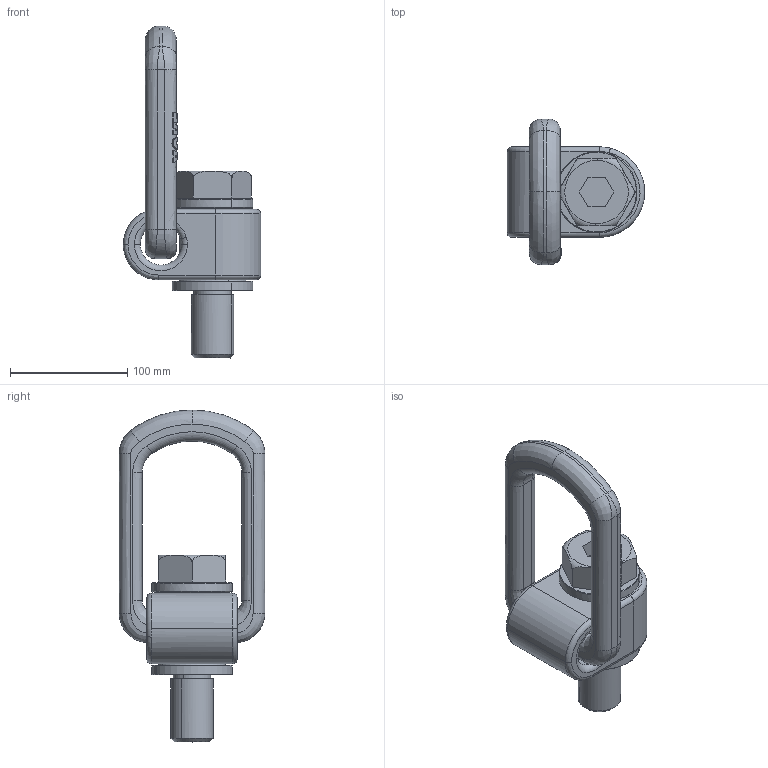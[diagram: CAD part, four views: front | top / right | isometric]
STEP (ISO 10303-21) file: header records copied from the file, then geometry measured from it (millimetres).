
FILE_DESCRIPTION(('CATIA V5 STEP Exchange'),'2;1');
FILE_NAME('8-212-080.stp','2017-06-16T07:33:39+00:00',('none'),('none'),'CATIA Version 5 Release 21 GA (IN-10)','CATIA V5 STEP AP203','none');
FILE_SCHEMA(('CONFIG_CONTROL_DESIGN'));
Length unit declared in the file: millimetre
Products named in the file (1): 8-212-080
Assembly tree (4 placements, depth 2):
  8-212-080
    #58
    #14663
    #16184
    #16957
Bounding box: 116.97 x 124 x 282.58 mm (x, y, z)
Volume: 860961.8 mm3; surface area: 144494.3 mm2
Topology: 4 solids, 4 shells, 350 faces, 942 edges, 606 vertices
Faces by surface type: plane 220, bspline 46, cylinder 37, torus 29, cone 18
Entity records: 18190 total; most frequent: CARTESIAN_POINT 10471, ORIENTED_EDGE 1884, DIRECTION 1059, EDGE_CURVE 942, VERTEX_POINT 606, B_SPLINE_CURVE_WITH_KNOTS 477, AXIS2_PLACEMENT_3D 413, EDGE_LOOP 364
